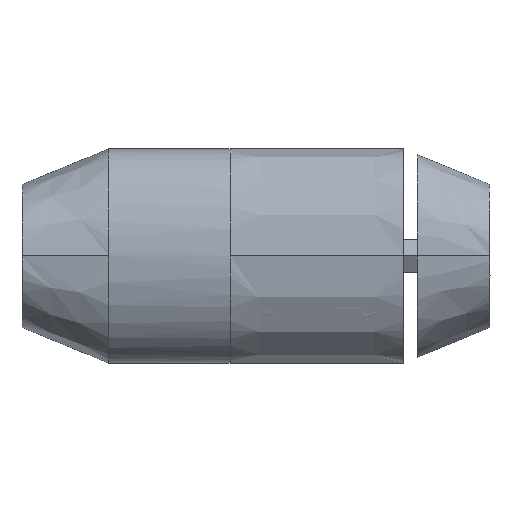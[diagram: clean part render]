
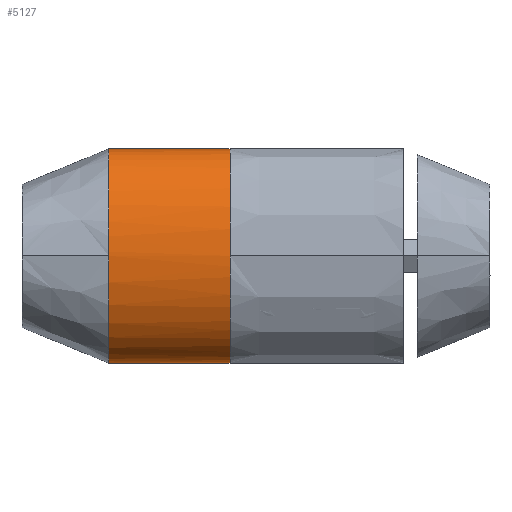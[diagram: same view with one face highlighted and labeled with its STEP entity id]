
A CAD part, top view. The second image highlights one B-rep face of the part: STEP entity #5127.
In plain terms, the highlighted face is a extrusion surface.
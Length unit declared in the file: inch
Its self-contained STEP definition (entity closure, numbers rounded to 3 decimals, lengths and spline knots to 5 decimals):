
#4319=DIRECTION('',(-1.,0.,0.));
#4320=VECTOR('',#4319,5.5118);
#4321=CARTESIAN_POINT('',(-2.94291,4.8622,
0.));
#4322=LINE('',#4321,#4320);
#4334=CARTESIAN_POINT('',(-8.45472,4.86221,
0.));
#4335=CARTESIAN_POINT('',(-8.45472,4.86221,
0.20705));
#4336=CARTESIAN_POINT('',(-8.45469,4.80275,
0.62114));
#4337=CARTESIAN_POINT('',(-8.4547,4.53846,1.21964));
#4338=CARTESIAN_POINT('',(-8.4547,4.10868,1.77367));
#4339=CARTESIAN_POINT('',(-8.4547,3.52911,2.26304));
#4340=CARTESIAN_POINT('',(-8.4547,2.82085,2.66984));
#4341=CARTESIAN_POINT('',(-8.4547,1.73944,3.0827));
#4342=CARTESIAN_POINT('',(-8.45471,0.81812,
3.22838));
#4343=CARTESIAN_POINT('',(-8.45471,0.19875,
3.2453));
#4345=CARTESIAN_POINT('',(-8.45471,0.19875,
3.2453));
#4346=CARTESIAN_POINT('',(-8.45471,0.13253,
3.24711));
#4347=CARTESIAN_POINT('',(-8.45472,0.06627,
3.24803));
#4348=CARTESIAN_POINT('',(-8.45472,0.,
3.24803));
#4350=CARTESIAN_POINT('',(-8.45472,-0.20294,
-3.24519));
#4351=CARTESIAN_POINT('',(-8.45472,-0.13533,
-3.24707));
#4352=CARTESIAN_POINT('',(-8.45472,-0.06766,
-3.24803));
#4353=CARTESIAN_POINT('',(-8.45472,0.,
-3.24803));
#4363=CARTESIAN_POINT('',(-8.45472,0.,
3.24803));
#4364=CARTESIAN_POINT('',(-8.45472,-0.63646,
3.24803));
#4365=CARTESIAN_POINT('',(-8.45469,-1.59072,
3.12101));
#4366=CARTESIAN_POINT('',(-8.4547,-2.7187,
2.71801));
#4367=CARTESIAN_POINT('',(-8.4547,-3.46026,
2.31152));
#4368=CARTESIAN_POINT('',(-8.4547,-4.06884,
1.81614));
#4369=CARTESIAN_POINT('',(-8.4547,-4.52105,
1.25098));
#4370=CARTESIAN_POINT('',(-8.45469,-4.79952,
0.63774));
#4371=CARTESIAN_POINT('',(-8.45471,-4.86221,
0.21258));
#4372=CARTESIAN_POINT('',(-8.45471,-4.86221,
0.));
#4374=CARTESIAN_POINT('',(-8.45471,-4.86221,
0.));
#4375=CARTESIAN_POINT('',(-8.45471,-4.86221,
-0.20693));
#4376=CARTESIAN_POINT('',(-8.45469,-4.80281,
-0.62079));
#4377=CARTESIAN_POINT('',(-8.4547,-4.53882,
-1.21898));
#4378=CARTESIAN_POINT('',(-8.4547,-4.10951,
-1.77277));
#4379=CARTESIAN_POINT('',(-8.4547,-3.53055,
-2.262));
#4380=CARTESIAN_POINT('',(-8.4547,-2.82298,
-2.66881));
#4381=CARTESIAN_POINT('',(-8.45469,-1.74256,
-3.08186));
#4382=CARTESIAN_POINT('',(-8.45472,-0.82194,
-3.22791));
#4383=CARTESIAN_POINT('',(-8.45472,-0.20294,
-3.24519));
#4385=DIRECTION('',(-1.,0.,0.));
#4386=VECTOR('',#4385,5.51181);
#4387=CARTESIAN_POINT('',(-2.94291,0.,
-3.24803));
#4388=LINE('',#4387,#4386);
#4397=CARTESIAN_POINT('',(-2.94291,0.,
3.24803));
#4398=CARTESIAN_POINT('',(-2.94291,0.63638,
3.24803));
#4399=CARTESIAN_POINT('',(-2.94291,1.90913,3.07891));
#4400=CARTESIAN_POINT('',(-2.94291,3.52761,2.3565));
#4401=CARTESIAN_POINT('',(-2.94291,4.60904,1.2753));
#4402=CARTESIAN_POINT('',(-2.94291,4.8622,
0.42517));
#4403=CARTESIAN_POINT('',(-2.94291,4.8622,
0.));
#4425=CARTESIAN_POINT('',(-2.94291,0.,
-3.24803));
#4426=CARTESIAN_POINT('',(-2.94291,-0.63638,
-3.24803));
#4427=CARTESIAN_POINT('',(-2.94291,-1.90913,
-3.07891));
#4428=CARTESIAN_POINT('',(-2.94291,-3.52761,
-2.3565));
#4429=CARTESIAN_POINT('',(-2.94291,-4.60904,
-1.2753));
#4430=CARTESIAN_POINT('',(-2.94291,-4.8622,
-0.42517));
#4431=CARTESIAN_POINT('',(-2.94291,-4.8622,
0.));
#4441=CARTESIAN_POINT('',(-2.94291,-4.8622,
0.));
#4442=CARTESIAN_POINT('',(-2.94291,-4.8622,
0.42517));
#4443=CARTESIAN_POINT('',(-2.94291,-4.60904,
1.2753));
#4444=CARTESIAN_POINT('',(-2.94291,-3.52761,
2.3565));
#4445=CARTESIAN_POINT('',(-2.94291,-1.90913,
3.07891));
#4446=CARTESIAN_POINT('',(-2.94291,-0.63638,
3.24803));
#4447=CARTESIAN_POINT('',(-2.94291,0.,
3.24803));
#4919=VERTEX_POINT('',#4441);
#4920=VERTEX_POINT('',#4447);
#4921=VERTEX_POINT('',#4350);
#4922=VERTEX_POINT('',#4353);
#4923=VERTEX_POINT('',#4374);
#4924=VERTEX_POINT('',#4363);
#4925=VERTEX_POINT('',#4345);
#4926=VERTEX_POINT('',#4334);
#4927=CARTESIAN_POINT('',(-2.94291,4.8622,
0.));
#4928=VERTEX_POINT('',#4927);
#4929=VERTEX_POINT('',#4425);
#5103=CARTESIAN_POINT('',(-8.45472,0.,0.));
#5104=DIRECTION('',(1.,0.,0.));
#5105=DIRECTION('',(0.,1.,0.));
#5106=AXIS2_PLACEMENT_3D('',#5103,#5104,#5105);
#5109=DIRECTION('',(1.,0.,0.));
#5110=VECTOR('',#5109,1.);
#5111=SURFACE_OF_LINEAR_EXTRUSION('',#5108,#5110);
#5112=ORIENTED_EDGE('',*,*,#5090,.F.);
#5113=ORIENTED_EDGE('',*,*,#5098,.F.);
#5114=ORIENTED_EDGE('',*,*,#5096,.F.);
#5115=ORIENTED_EDGE('',*,*,#5032,.F.);
#5116=ORIENTED_EDGE('',*,*,#5030,.F.);
#5117=ORIENTED_EDGE('',*,*,#4965,.F.);
#5119=ORIENTED_EDGE('',*,*,#5118,.F.);
#5121=ORIENTED_EDGE('',*,*,#5120,.F.);
#5123=ORIENTED_EDGE('',*,*,#5122,.F.);
#5124=ORIENTED_EDGE('',*,*,#4961,.T.);
#5125=EDGE_LOOP('',(#5112,#5113,#5114,#5115,#5116,#5117,#5119,#5121,#5123,
#5124));
#5126=FACE_OUTER_BOUND('',#5125,.F.);
#5127=ADVANCED_FACE('',(#5126),#5111,.T.);
#4344=B_SPLINE_CURVE_WITH_KNOTS('',3,(#4334,#4335,#4336,#4337,#4338,#4339,#4340,
#4341,#4342,#4343),.UNSPECIFIED.,.F.,.F.,(4,1,1,1,1,1,1,4),(0.,0.125,0.25,
0.375,0.5,0.625,0.75,1.),.UNSPECIFIED.);
#4349=B_SPLINE_CURVE_WITH_KNOTS('',3,(#4345,#4346,#4347,#4348),.UNSPECIFIED.,
.F.,.F.,(4,4),(0.,1.),.UNSPECIFIED.);
#4354=B_SPLINE_CURVE_WITH_KNOTS('',3,(#4350,#4351,#4352,#4353),.UNSPECIFIED.,
.F.,.F.,(4,4),(0.,1.),.UNSPECIFIED.);
#4373=B_SPLINE_CURVE_WITH_KNOTS('',3,(#4363,#4364,#4365,#4366,#4367,#4368,#4369,
#4370,#4371,#4372),.UNSPECIFIED.,.F.,.F.,(4,1,1,1,1,1,1,4),(0.,0.25,0.375,
0.5,0.625,0.75,0.875,1.),.UNSPECIFIED.);
#4384=B_SPLINE_CURVE_WITH_KNOTS('',3,(#4374,#4375,#4376,#4377,#4378,#4379,#4380,
#4381,#4382,#4383),.UNSPECIFIED.,.F.,.F.,(4,1,1,1,1,1,1,4),(0.,0.125,0.25,
0.375,0.5,0.625,0.75,1.),.UNSPECIFIED.);
#4404=B_SPLINE_CURVE_WITH_KNOTS('',3,(#4397,#4398,#4399,#4400,#4401,#4402,
#4403),.UNSPECIFIED.,.F.,.F.,(4,1,1,1,4),(0.,0.25,
0.5,0.75,1.),.UNSPECIFIED.);
#4432=B_SPLINE_CURVE_WITH_KNOTS('',3,(#4425,#4426,#4427,#4428,#4429,#4430,
#4431),.UNSPECIFIED.,.F.,.F.,(4,1,1,1,4),(0.,0.25,
0.5,0.75,1.),.UNSPECIFIED.);
#4448=B_SPLINE_CURVE_WITH_KNOTS('',3,(#4441,#4442,#4443,#4444,#4445,#4446,
#4447),.UNSPECIFIED.,.F.,.F.,(4,1,1,1,4),(0.,0.25,0.5,0.75,
1.),.UNSPECIFIED.);
#4961=EDGE_CURVE('',#4929,#4922,#4388,.T.);
#4965=EDGE_CURVE('',#4928,#4926,#4322,.T.);
#5030=EDGE_CURVE('',#4926,#4925,#4344,.T.);
#5032=EDGE_CURVE('',#4925,#4924,#4349,.T.);
#5090=EDGE_CURVE('',#4921,#4922,#4354,.T.);
#5096=EDGE_CURVE('',#4924,#4923,#4373,.T.);
#5098=EDGE_CURVE('',#4923,#4921,#4384,.T.);
#5107=ELLIPSE('',#5106,4.8622,3.24803);
#5108=TRIMMED_CURVE('',#5107,(PARAMETER_VALUE(0.)),(PARAMETER_VALUE(270.)),
.T.,.UNSPECIFIED.);
#5118=EDGE_CURVE('',#4920,#4928,#4404,.T.);
#5120=EDGE_CURVE('',#4919,#4920,#4448,.T.);
#5122=EDGE_CURVE('',#4929,#4919,#4432,.T.);
